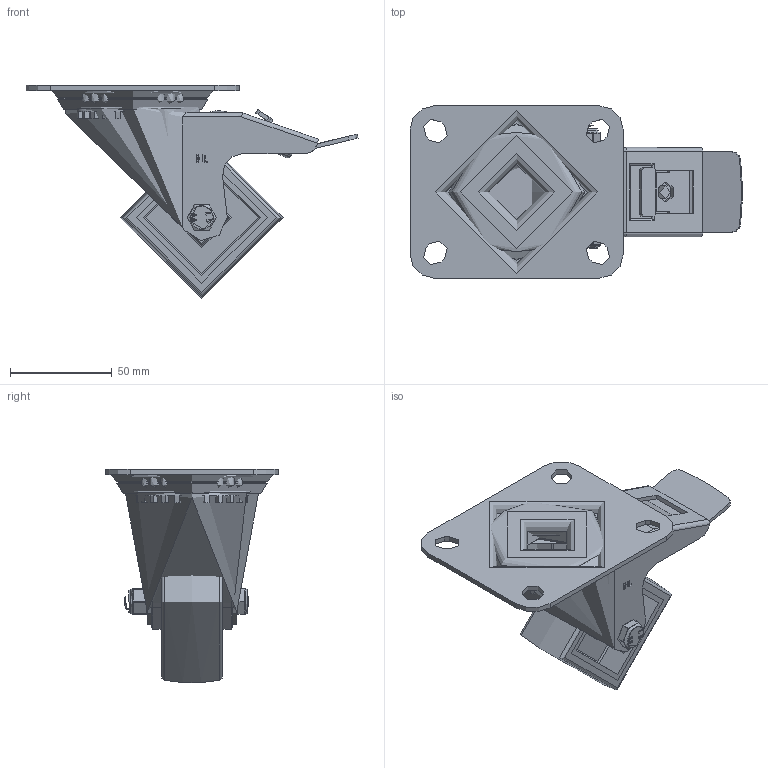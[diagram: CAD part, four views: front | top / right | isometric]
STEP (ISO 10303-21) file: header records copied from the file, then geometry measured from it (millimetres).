
FILE_DESCRIPTION(/* description */ ('','CAx-IF Rec.Pracs.---Representation and Presentation of Product Manufacturing Information (PMI)---4.0---2014-10-13'),/* implementation_level */ '2;1');
FILE_NAME(/* name */ 'BZMM80PNSWB.step',/* time_stamp */ '2024-12-16T10:31:58Z',/* author */ (''),/* organization */ (''),/* preprocessor_version */ 'ST-DEVELOPER v20',/* originating_system */ 'Autodesk Translation Framework v13.20.0.188',/* authorisation */ '');
FILE_SCHEMA (('AP242_MANAGED_MODEL_BASED_3D_ENGINEERING_MIM_LF { 1 0 10303 442 1 1 4 }'));
Length unit declared in the file: millimetre
Products named in the file (26): BZMM80PNSWB; BZMM80ASSWB v1; ZINC PLATED, PRESSED STEEL TOP PLATE; ZINC PLATED, PRESSED STEEL TOP PLATE Geometry; BALL BEARINGS; Component1; ZINC PLATED, PRESSED STEEL FORKS; BEARING SEAL; ZINC PLATED, PRESSED STEEL BRAKE PEDAL; ZINC PLATED, PRESSED STEEL BRAKE PEDAL Geometry; BRAKE BOLT; BRAKE PAD; BRAKE PAD Geometry; NUT; BOLT; BZMM80WPN v1; POLYURETHANE TYRE; NYLON RIM; TUBEM12X40 v1; ZINC PLATED STEEL TUBE; HEXBOLTM8X55Z8.8 v2; GRADE 8.8 ZINC PLATED BOLT; NYLOCM8Z v1; NYLOC NUT; NUT (1); RUBBER
Assembly tree (48 placements, depth 5):
  BZMM80PNSWB
    BZMM80ASSWB v1
      ZINC PLATED, PRESSED STEEL TOP PLATE
        ZINC PLATED, PRESSED STEEL TOP PLATE Geometry
        BALL BEARINGS
          Component1  x24
      ZINC PLATED, PRESSED STEEL FORKS
      BEARING SEAL
      ZINC PLATED, PRESSED STEEL BRAKE PEDAL
        ZINC PLATED, PRESSED STEEL BRAKE PEDAL Geometry
        BRAKE BOLT
      BRAKE PAD
        BRAKE PAD Geometry
        NUT
        BOLT
    BZMM80WPN v1
      POLYURETHANE TYRE
      NYLON RIM
    TUBEM12X40 v1
      ZINC PLATED STEEL TUBE
    HEXBOLTM8X55Z8.8 v2
      GRADE 8.8 ZINC PLATED BOLT
    NYLOCM8Z v1
      NYLOC NUT
        NUT (1)
        RUBBER
Bounding box: 163.41 x 85 x 104.87 mm (x, y, z)
Volume: 163461.6 mm3; surface area: 107174.9 mm2
Topology: 38 solids, 38 shells, 595 faces, 1528 edges, 976 vertices
Faces by surface type: plane 293, cylinder 184, sphere 49, bspline 39, torus 20, cone 10
Full cylindrical faces by diameter (mm): 0.664 x2, 6 x5, 6.446 x7, 7.866 x13, 8 x4, 8.2 x2, 8.4 x1, 8.6 x2, 11.5 x1, 11.9 x1, 12.1 x1, 12.4 x1, 27.5 x3, 31.5 x1, 56 x2, 57.5 x2, 62 x1, 64.5 x2, 66 x1
Entity records: 23887 total; most frequent: CARTESIAN_POINT 9275, ORIENTED_EDGE 2898, DIRECTION 2886, EDGE_CURVE 1449, AXIS2_PLACEMENT_3D 1007, VERTEX_POINT 930, LINE 872, VECTOR 872
